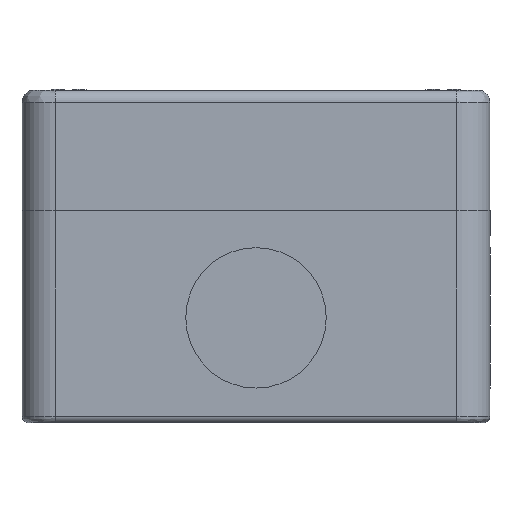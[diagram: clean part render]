
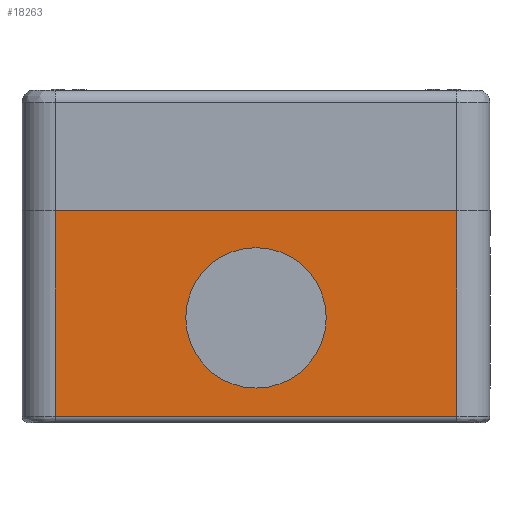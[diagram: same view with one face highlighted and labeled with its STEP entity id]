
A CAD part, front view. The second image highlights one B-rep face of the part: STEP entity #18263.
In plain terms, the highlighted planar face has unit normal (0, -1, 0).
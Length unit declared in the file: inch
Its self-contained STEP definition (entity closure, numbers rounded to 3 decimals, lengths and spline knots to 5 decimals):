
#859 = EDGE_CURVE ( 'NONE', #1409, #20538, #17900, .T. ) ;
#1052 = CARTESIAN_POINT ( 'NONE',  ( -0.58187, -3.16882, -1.83643 ) ) ;
#1136 = VERTEX_POINT ( 'NONE', #2070 ) ;
#1308 = PLANE ( 'NONE',  #4661 ) ;
#1409 = VERTEX_POINT ( 'NONE', #1052 ) ;
#1622 = ORIENTED_EDGE ( 'NONE', *, *, #859, .F. ) ;
#1926 = FACE_BOUND ( 'NONE', #15409, .T. ) ;
#2070 = CARTESIAN_POINT ( 'NONE',  ( 0.59923, -3.16882, -0.84431 ) ) ;
#3050 = CARTESIAN_POINT ( 'NONE',  ( 1.78033, -3.16882, -1.2321 ) ) ;
#3181 = DIRECTION ( 'NONE',  ( 0., 1., 0. ) ) ;
#3469 = EDGE_CURVE ( 'NONE', #8733, #20538, #6160, .T. ) ;
#3669 = FACE_OUTER_BOUND ( 'NONE', #4094, .T. ) ;
#3775 = CARTESIAN_POINT ( 'NONE',  ( 0.59923, -3.16882, -1.83643 ) ) ;
#4094 = EDGE_LOOP ( 'NONE', ( #21616, #7151, #9411, #1622 ) ) ;
#4445 = CARTESIAN_POINT ( 'NONE',  ( -0.58187, -3.16882, -1.2321 ) ) ;
#4661 = AXIS2_PLACEMENT_3D ( 'NONE', #3050, #6748, #14406 ) ;
#5146 = CARTESIAN_POINT ( 'NONE',  ( 0.59923, -3.16882, -1.25769 ) ) ;
#5552 = CARTESIAN_POINT ( 'NONE',  ( 1.78033, -3.16882, -1.2321 ) ) ;
#5618 = CARTESIAN_POINT ( 'NONE',  ( 0.59923, -3.16882, -1.25769 ) ) ;
#6160 = LINE ( 'NONE', #21681, #20578 ) ;
#6170 = AXIS2_PLACEMENT_3D ( 'NONE', #5146, #3181, #10688 ) ;
#6355 = DIRECTION ( 'NONE',  ( 0., 0., 1. ) ) ;
#6364 = CARTESIAN_POINT ( 'NONE',  ( -0.58187, -3.16882, -0.62777 ) ) ;
#6707 = DIRECTION ( 'NONE',  ( -1., 0., 0. ) ) ;
#6748 = DIRECTION ( 'NONE',  ( 0., -1., 0. ) ) ;
#6916 = CARTESIAN_POINT ( 'NONE',  ( 0.59923, -3.16882, -1.67108 ) ) ;
#7151 = ORIENTED_EDGE ( 'NONE', *, *, #16245, .T. ) ;
#7424 = EDGE_CURVE ( 'NONE', #23316, #1409, #23947, .T. ) ;
#7602 = VERTEX_POINT ( 'NONE', #6916 ) ;
#7825 = ORIENTED_EDGE ( 'NONE', *, *, #8085, .T. ) ;
#8085 = EDGE_CURVE ( 'NONE', #1136, #7602, #19927, .T. ) ;
#8733 = VERTEX_POINT ( 'NONE', #12714 ) ;
#9411 = ORIENTED_EDGE ( 'NONE', *, *, #3469, .T. ) ;
#10221 = CARTESIAN_POINT ( 'NONE',  ( 1.78033, -3.16882, -1.83643 ) ) ;
#10520 = CIRCLE ( 'NONE', #13251, 0.41339 ) ;
#10688 = DIRECTION ( 'NONE',  ( 0., 0., 1. ) ) ;
#11138 = DIRECTION ( 'NONE',  ( 0., 0., 1. ) ) ;
#12714 = CARTESIAN_POINT ( 'NONE',  ( 1.78033, -3.16882, -0.62777 ) ) ;
#13251 = AXIS2_PLACEMENT_3D ( 'NONE', #5618, #20181, #11138 ) ;
#14406 = DIRECTION ( 'NONE',  ( 0., 0., -1. ) ) ;
#14962 = EDGE_CURVE ( 'NONE', #7602, #1136, #10520, .T. ) ;
#15409 = EDGE_LOOP ( 'NONE', ( #7825, #16225 ) ) ;
#16225 = ORIENTED_EDGE ( 'NONE', *, *, #14962, .T. ) ;
#16245 = EDGE_CURVE ( 'NONE', #23316, #8733, #17506, .T. ) ;
#17215 = VECTOR ( 'NONE', #22912, 39.37008 ) ;
#17506 = LINE ( 'NONE', #5552, #17215 ) ;
#17900 = LINE ( 'NONE', #4445, #19093 ) ;
#18263 = ADVANCED_FACE ( 'NONE', ( #1926, #3669 ), #1308, .T. ) ;
#18770 = DIRECTION ( 'NONE',  ( -1., 0., 0. ) ) ;
#19093 = VECTOR ( 'NONE', #6355, 39.37008 ) ;
#19927 = CIRCLE ( 'NONE', #6170, 0.41339 ) ;
#20181 = DIRECTION ( 'NONE',  ( 0., 1., 0. ) ) ;
#20538 = VERTEX_POINT ( 'NONE', #6364 ) ;
#20578 = VECTOR ( 'NONE', #6707, 39.37008 ) ;
#21616 = ORIENTED_EDGE ( 'NONE', *, *, #7424, .F. ) ;
#21681 = CARTESIAN_POINT ( 'NONE',  ( 1.78033, -3.16882, -0.62777 ) ) ;
#22784 = VECTOR ( 'NONE', #18770, 39.37008 ) ;
#22912 = DIRECTION ( 'NONE',  ( 0., 0., 1. ) ) ;
#23316 = VERTEX_POINT ( 'NONE', #10221 ) ;
#23947 = LINE ( 'NONE', #3775, #22784 ) ;
